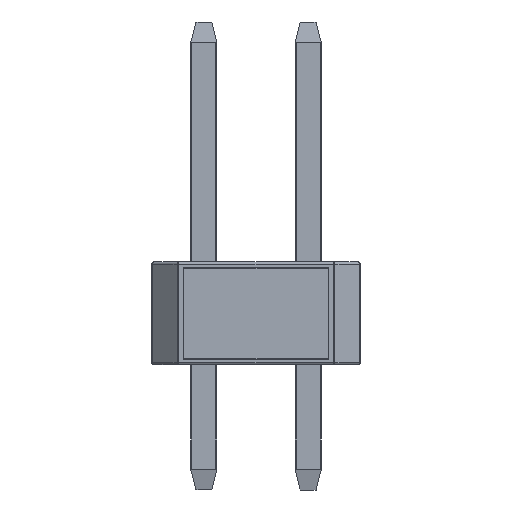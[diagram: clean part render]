
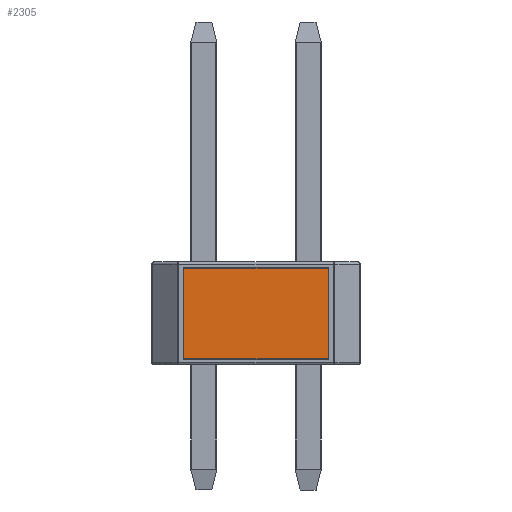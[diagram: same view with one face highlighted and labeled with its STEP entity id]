
A CAD part, left-side view. The second image highlights one B-rep face of the part: STEP entity #2305.
In plain terms, the highlighted planar face has unit normal (-1, 0, 0).
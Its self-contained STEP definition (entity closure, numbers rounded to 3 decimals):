
#354=FACE_OUTER_BOUND('',#480,.T.);
#480=EDGE_LOOP('',(#1882,#1883,#1884,#1885));
#619=LINE('',#3575,#835);
#620=LINE('',#3580,#836);
#623=LINE('',#3588,#839);
#625=LINE('',#3591,#841);
#835=VECTOR('',#2860,10.);
#836=VECTOR('',#2865,10.);
#839=VECTOR('',#2874,10.);
#841=VECTOR('',#2878,10.);
#1032=VERTEX_POINT('',#3572);
#1033=VERTEX_POINT('',#3574);
#1034=VERTEX_POINT('',#3578);
#1035=VERTEX_POINT('',#3579);
#1248=EDGE_CURVE('',#1033,#1032,#619,.T.);
#1250=EDGE_CURVE('',#1034,#1035,#620,.T.);
#1255=EDGE_CURVE('',#1032,#1034,#623,.T.);
#1257=EDGE_CURVE('',#1035,#1033,#625,.T.);
#1882=ORIENTED_EDGE('',*,*,#1255,.T.);
#1883=ORIENTED_EDGE('',*,*,#1250,.T.);
#1884=ORIENTED_EDGE('',*,*,#1257,.T.);
#1885=ORIENTED_EDGE('',*,*,#1248,.T.);
#2068=PLANE('',#2551);
#2305=ADVANCED_FACE('',(#354),#2068,.T.);
#2551=AXIS2_PLACEMENT_3D('',#3789,#3129,#3130);
#2860=DIRECTION('',(0.,1.,0.));
#2865=DIRECTION('',(0.,-1.,0.));
#2874=DIRECTION('',(0.,0.,-1.));
#2878=DIRECTION('',(0.,0.,1.));
#3129=DIRECTION('center_axis',(-1.,0.,0.));
#3130=DIRECTION('ref_axis',(0.,0.,1.));
#3572=CARTESIAN_POINT('',(-1.27,3.023,2.35));
#3574=CARTESIAN_POINT('',(-1.27,-0.488,2.35));
#3575=CARTESIAN_POINT('',(-1.27,3.023,2.35));
#3578=CARTESIAN_POINT('',(-1.27,3.023,0.15));
#3579=CARTESIAN_POINT('',(-1.27,-0.488,0.15));
#3580=CARTESIAN_POINT('',(-1.27,-0.488,0.15));
#3588=CARTESIAN_POINT('',(-1.27,3.023,0.15));
#3591=CARTESIAN_POINT('',(-1.27,-0.488,2.35));
#3789=CARTESIAN_POINT('Origin',(-1.27,1.268,1.25));
